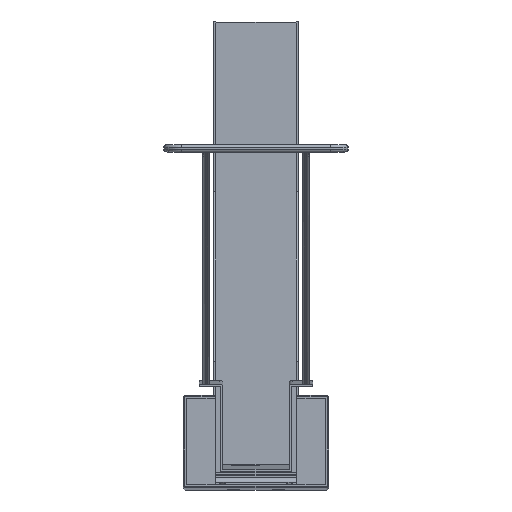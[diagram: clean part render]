
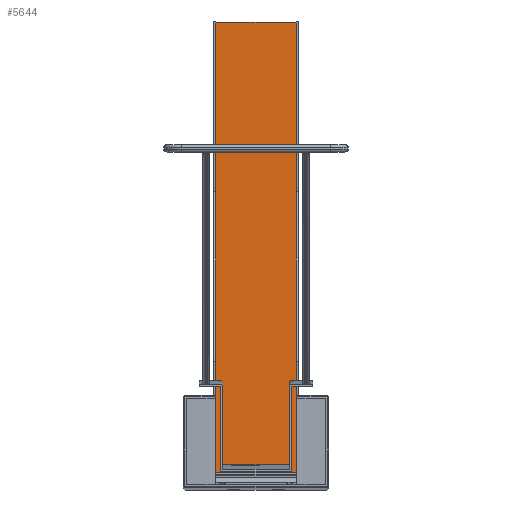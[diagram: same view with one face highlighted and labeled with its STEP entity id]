
A CAD part, top view. The second image highlights one B-rep face of the part: STEP entity #5644.
In plain terms, the highlighted planar face has unit normal (0, 0, 1).
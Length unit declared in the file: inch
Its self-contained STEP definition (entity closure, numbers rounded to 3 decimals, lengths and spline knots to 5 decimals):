
#676=FACE_OUTER_BOUND('',#1016,.T.);
#1016=EDGE_LOOP('',(#4052,#4053,#4054,#4055));
#1384=LINE('',#8838,#1916);
#1422=LINE('',#8917,#1954);
#1423=LINE('',#8919,#1955);
#1424=LINE('',#8920,#1956);
#1916=VECTOR('',#6999,2.84252);
#1954=VECTOR('',#7065,2.84252);
#1955=VECTOR('',#7068,15.92126);
#1956=VECTOR('',#7069,15.92126);
#2450=VERTEX_POINT('',#8834);
#2452=VERTEX_POINT('',#8837);
#2478=VERTEX_POINT('',#8913);
#2479=VERTEX_POINT('',#8915);
#3024=EDGE_CURVE('',#2452,#2450,#1384,.T.);
#3064=EDGE_CURVE('',#2479,#2478,#1422,.T.);
#3065=EDGE_CURVE('',#2478,#2450,#1423,.T.);
#3066=EDGE_CURVE('',#2479,#2452,#1424,.T.);
#4052=ORIENTED_EDGE('',*,*,#3065,.F.);
#4053=ORIENTED_EDGE('',*,*,#3064,.F.);
#4054=ORIENTED_EDGE('',*,*,#3066,.T.);
#4055=ORIENTED_EDGE('',*,*,#3024,.T.);
#5457=PLANE('',#6195);
#5644=ADVANCED_FACE('',(#676),#5457,.T.);
#6195=AXIS2_PLACEMENT_3D('',#8918,#7066,#7067);
#6999=DIRECTION('',(-1.,0.,0.));
#7065=DIRECTION('',(-1.,0.,0.));
#7066=DIRECTION('center_axis',(0.,0.,1.));
#7067=DIRECTION('ref_axis',(1.,0.,0.));
#7068=DIRECTION('',(0.,1.,0.));
#7069=DIRECTION('',(0.,1.,0.));
#8834=CARTESIAN_POINT('',(-1.42126,16.,0.07874));
#8837=CARTESIAN_POINT('',(1.42126,16.,0.07874));
#8838=CARTESIAN_POINT('',(1.42126,16.,0.07874));
#8913=CARTESIAN_POINT('',(-1.42126,0.07874,0.07874));
#8915=CARTESIAN_POINT('',(1.42126,0.07874,0.07874));
#8917=CARTESIAN_POINT('',(1.42126,0.07874,0.07874));
#8918=CARTESIAN_POINT('Origin',(1.5,0.,0.07874));
#8919=CARTESIAN_POINT('',(-1.42126,0.07874,0.07874));
#8920=CARTESIAN_POINT('',(1.42126,0.07874,0.07874));
